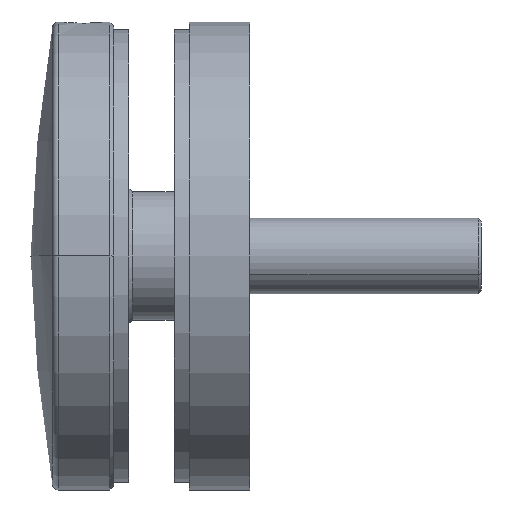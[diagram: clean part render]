
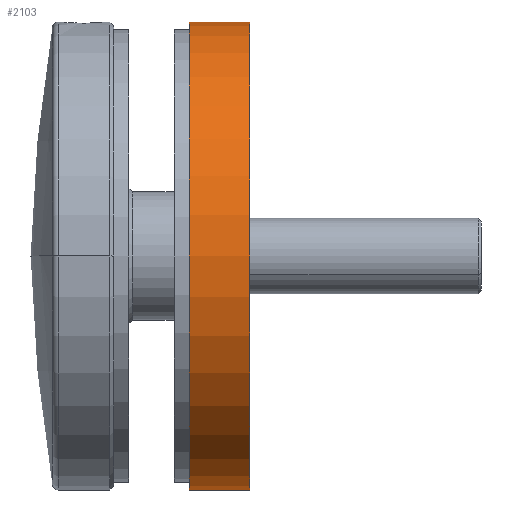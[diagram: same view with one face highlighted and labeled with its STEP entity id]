
A CAD part, left-side view. The second image highlights one B-rep face of the part: STEP entity #2103.
In plain terms, the highlighted cylindrical face has radius 31 mm (diameter 62 mm), a partial arc.
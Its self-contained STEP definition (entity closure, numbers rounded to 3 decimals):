
#578 = AXIS2_PLACEMENT_3D ( 'NONE', #3282, #5957, #8422 ) ;
#1821 = CIRCLE ( 'NONE', #578, 31. ) ;
#2103 = ADVANCED_FACE ( 'NONE', ( #14240 ), #5440, .T. ) ;
#2167 = ORIENTED_EDGE ( 'NONE', *, *, #6014, .T. ) ;
#3282 = CARTESIAN_POINT ( 'NONE',  ( 0., 0., 0. ) ) ;
#3536 = DIRECTION ( 'NONE',  ( 0., 0., 1. ) ) ;
#4488 = CARTESIAN_POINT ( 'NONE',  ( 0., 8., 0. ) ) ;
#4541 = ORIENTED_EDGE ( 'NONE', *, *, #8452, .F. ) ;
#4682 = VERTEX_POINT ( 'NONE', #11739 ) ;
#5440 = CYLINDRICAL_SURFACE ( 'NONE', #12692, 31. ) ;
#5957 = DIRECTION ( 'NONE',  ( 0., 1., 0. ) ) ;
#6014 = EDGE_CURVE ( 'NONE', #7667, #7971, #1821, .T. ) ;
#6772 = CARTESIAN_POINT ( 'NONE',  ( 0., 0., 31. ) ) ;
#7662 = EDGE_CURVE ( 'NONE', #7667, #10267, #9814, .T. ) ;
#7667 = VERTEX_POINT ( 'NONE', #10960 ) ;
#7752 = DIRECTION ( 'NONE',  ( 0., 0., 1. ) ) ;
#7971 = VERTEX_POINT ( 'NONE', #6772 ) ;
#8422 = DIRECTION ( 'NONE',  ( 0., 0., 1. ) ) ;
#8452 = EDGE_CURVE ( 'NONE', #10267, #4682, #15332, .T. ) ;
#8733 = EDGE_CURVE ( 'NONE', #7971, #4682, #10012, .T. ) ;
#8978 = EDGE_LOOP ( 'NONE', ( #10394, #2167, #16077, #4541 ) ) ;
#8999 = DIRECTION ( 'NONE',  ( 0., 1., 0. ) ) ;
#9542 = DIRECTION ( 'NONE',  ( 0., 1., 0. ) ) ;
#9814 = LINE ( 'NONE', #16263, #11792 ) ;
#10012 = LINE ( 'NONE', #11078, #14535 ) ;
#10267 = VERTEX_POINT ( 'NONE', #15412 ) ;
#10311 = CARTESIAN_POINT ( 'NONE',  ( 0., 8., 0. ) ) ;
#10394 = ORIENTED_EDGE ( 'NONE', *, *, #7662, .F. ) ;
#10960 = CARTESIAN_POINT ( 'NONE',  ( 0., 0., -31. ) ) ;
#11078 = CARTESIAN_POINT ( 'NONE',  ( 0., 8., 31. ) ) ;
#11739 = CARTESIAN_POINT ( 'NONE',  ( 0., 8., 31. ) ) ;
#11792 = VECTOR ( 'NONE', #12488, 1000. ) ;
#12488 = DIRECTION ( 'NONE',  ( 0., 1., 0. ) ) ;
#12692 = AXIS2_PLACEMENT_3D ( 'NONE', #4488, #9542, #3536 ) ;
#14240 = FACE_OUTER_BOUND ( 'NONE', #8978, .T. ) ;
#14535 = VECTOR ( 'NONE', #14924, 1000. ) ;
#14924 = DIRECTION ( 'NONE',  ( 0., 1., 0. ) ) ;
#15332 = CIRCLE ( 'NONE', #15692, 31. ) ;
#15412 = CARTESIAN_POINT ( 'NONE',  ( 0., 8., -31. ) ) ;
#15692 = AXIS2_PLACEMENT_3D ( 'NONE', #10311, #8999, #7752 ) ;
#16077 = ORIENTED_EDGE ( 'NONE', *, *, #8733, .T. ) ;
#16263 = CARTESIAN_POINT ( 'NONE',  ( 0., 8., -31. ) ) ;
